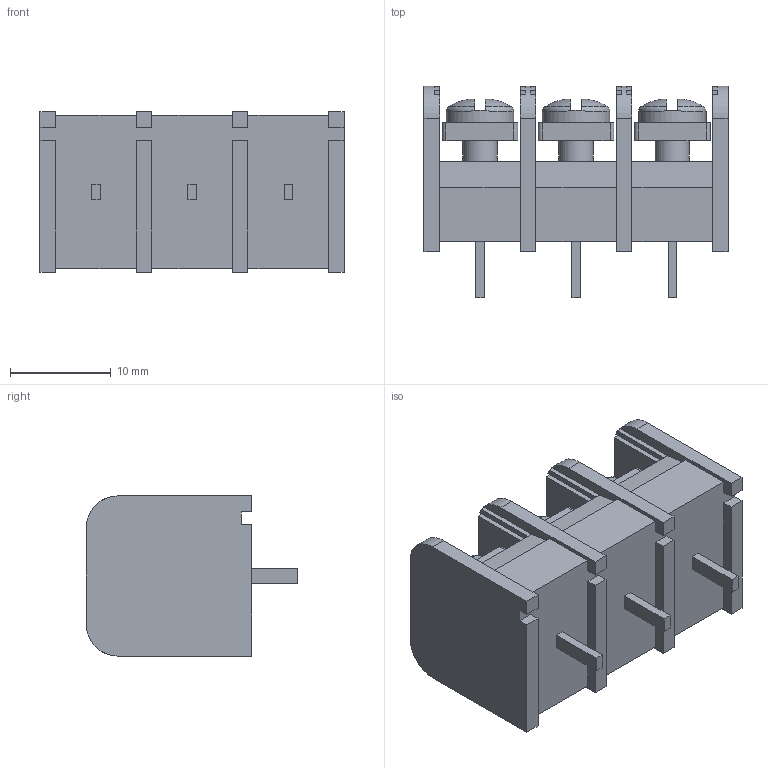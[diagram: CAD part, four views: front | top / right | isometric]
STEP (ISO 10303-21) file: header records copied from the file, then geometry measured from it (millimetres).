
FILE_DESCRIPTION (( 'STEP AP214' ), '1' );
FILE_NAME ('TE NC6-P108-03.STEP', '2017-01-08T07:12:42', ( '' ), ( '' ), 'SwSTEP 2.0', 'SolidWorks 2016', '' );
FILE_SCHEMA (( 'AUTOMOTIVE_DESIGN' ));
Length unit declared in the file: millimetre
Products named in the file (2): TE NC6-P108-03; c-3-1437664-1-m-3d
Assembly tree (1 placements, depth 2):
  TE NC6-P108-03
    c-3-1437664-1-m-3d
Bounding box: 30.12 x 20.95 x 15.88 mm (x, y, z)
Volume: 4872.5 mm3; surface area: 3874.8 mm2
Topology: 1 solids, 1 shells, 321 faces, 894 edges, 590 vertices
Faces by surface type: plane 265, cylinder 38, torus 12, bspline 6
Entity records: 11713 total; most frequent: CARTESIAN_POINT 2055, ORIENTED_EDGE 1788, DIRECTION 1662, EDGE_CURVE 894, VECTOR 692, LINE 692, VERTEX_POINT 590, AXIS2_PLACEMENT_3D 485
